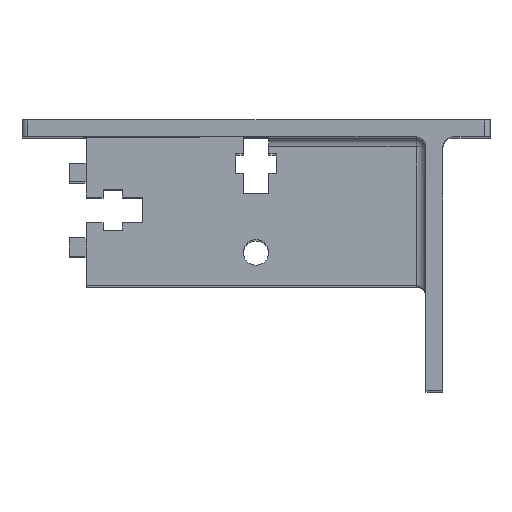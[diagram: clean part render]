
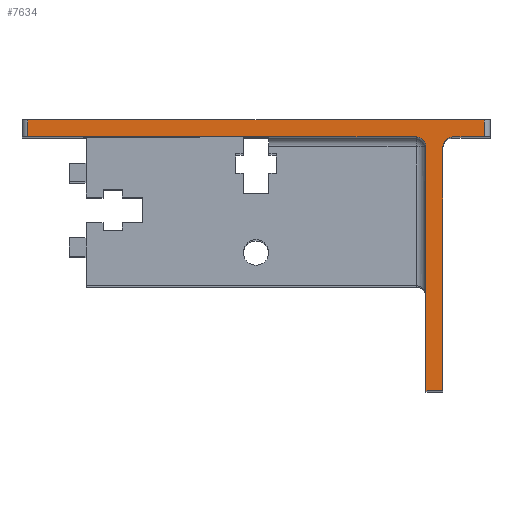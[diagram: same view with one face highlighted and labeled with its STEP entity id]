
A CAD part, top view. The second image highlights one B-rep face of the part: STEP entity #7634.
In plain terms, the highlighted planar face has unit normal (0, 0, 1).
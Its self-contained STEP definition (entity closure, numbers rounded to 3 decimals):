
#25=FACE_BOUND('',#1109,.T.);
#56=PLANE('',#8030);
#736=FACE_OUTER_BOUND('',#1108,.T.);
#1108=EDGE_LOOP('',(#5487,#5488,#5489,#5490,#5491,#5492,#5493,#5494,#5495,
#5496));
#1109=EDGE_LOOP('',(#5497,#5498));
#1530=LINE('',#10390,#2566);
#1538=LINE('',#10415,#2574);
#1543=LINE('',#10425,#2579);
#1544=LINE('',#10431,#2580);
#1545=LINE('',#10433,#2581);
#1546=LINE('',#10435,#2582);
#1547=LINE('',#10438,#2583);
#1548=LINE('',#10439,#2584);
#1549=LINE('',#10442,#2585);
#2566=VECTOR('',#8485,1.);
#2574=VECTOR('',#8505,1.);
#2579=VECTOR('',#8514,10.);
#2580=VECTOR('',#8521,1.);
#2581=VECTOR('',#8522,1.);
#2582=VECTOR('',#8523,1.);
#2583=VECTOR('',#8526,10.);
#2584=VECTOR('',#8527,1.);
#2585=VECTOR('',#8528,1.);
#3582=CIRCLE('',#8031,1.75);
#3583=CIRCLE('',#8032,1.75);
#3649=VERTEX_POINT('',#10387);
#3650=VERTEX_POINT('',#10389);
#3660=VERTEX_POINT('',#10412);
#3661=VERTEX_POINT('',#10414);
#3664=VERTEX_POINT('',#10424);
#3665=VERTEX_POINT('',#10428);
#3666=VERTEX_POINT('',#10430);
#3667=VERTEX_POINT('',#10432);
#3668=VERTEX_POINT('',#10434);
#3669=VERTEX_POINT('',#10437);
#3670=VERTEX_POINT('',#10440);
#3671=VERTEX_POINT('',#10441);
#4371=EDGE_CURVE('',#3650,#3649,#1530,.T.);
#4383=EDGE_CURVE('',#3661,#3660,#1538,.T.);
#4388=EDGE_CURVE('',#3650,#3664,#1543,.T.);
#4390=EDGE_CURVE('',#3665,#3649,#3582,.T.);
#4391=EDGE_CURVE('',#3666,#3665,#1544,.T.);
#4392=EDGE_CURVE('',#3667,#3666,#1545,.T.);
#4393=EDGE_CURVE('',#3667,#3668,#1546,.T.);
#4394=EDGE_CURVE('',#3661,#3668,#3583,.T.);
#4395=EDGE_CURVE('',#3669,#3660,#1547,.T.);
#4396=EDGE_CURVE('',#3664,#3669,#1548,.T.);
#4397=EDGE_CURVE('',#3670,#3671,#1549,.T.);
#5487=ORIENTED_EDGE('',*,*,#4388,.F.);
#5488=ORIENTED_EDGE('',*,*,#4371,.T.);
#5489=ORIENTED_EDGE('',*,*,#4390,.F.);
#5490=ORIENTED_EDGE('',*,*,#4391,.F.);
#5491=ORIENTED_EDGE('',*,*,#4392,.F.);
#5492=ORIENTED_EDGE('',*,*,#4393,.T.);
#5493=ORIENTED_EDGE('',*,*,#4394,.F.);
#5494=ORIENTED_EDGE('',*,*,#4383,.T.);
#5495=ORIENTED_EDGE('',*,*,#4395,.F.);
#5496=ORIENTED_EDGE('',*,*,#4396,.F.);
#5497=ORIENTED_EDGE('',*,*,#4397,.T.);
#5498=ORIENTED_EDGE('',*,*,#4397,.F.);
#7634=ADVANCED_FACE('',(#736,#25),#56,.F.);
#8030=AXIS2_PLACEMENT_3D('',#10427,#8517,#8518);
#8031=AXIS2_PLACEMENT_3D('',#10429,#8519,#8520);
#8032=AXIS2_PLACEMENT_3D('',#10436,#8524,#8525);
#8485=DIRECTION('',(1.,0.,0.));
#8505=DIRECTION('',(1.,0.,0.));
#8514=DIRECTION('',(0.,1.,0.));
#8517=DIRECTION('center_axis',(0.,0.,-1.));
#8518=DIRECTION('ref_axis',(0.,1.,0.));
#8519=DIRECTION('center_axis',(0.,0.,1.));
#8520=DIRECTION('ref_axis',(0.707,0.707,0.));
#8521=DIRECTION('',(0.,1.,0.));
#8522=DIRECTION('',(-1.,0.,0.));
#8523=DIRECTION('',(0.,1.,0.));
#8524=DIRECTION('center_axis',(0.,0.,1.));
#8525=DIRECTION('ref_axis',(-0.707,0.707,0.));
#8526=DIRECTION('',(0.,-1.,0.));
#8527=DIRECTION('',(1.,0.,0.));
#8528=DIRECTION('',(-1.,0.,0.));
#10387=CARTESIAN_POINT('',(61.25,22.026,65.641));
#10389=CARTESIAN_POINT('',(-7.3,22.026,65.641));
#10390=CARTESIAN_POINT('',(-8.3,22.026,65.641));
#10412=CARTESIAN_POINT('',(73.3,22.026,65.641));
#10414=CARTESIAN_POINT('',(67.75,22.026,65.641));
#10415=CARTESIAN_POINT('',(-8.3,22.026,65.641));
#10424=CARTESIAN_POINT('',(-7.3,25.026,65.641));
#10425=CARTESIAN_POINT('',(-7.3,1.138,65.641));
#10427=CARTESIAN_POINT('Origin',(66.,-22.75,65.641));
#10428=CARTESIAN_POINT('',(63.,20.276,65.641));
#10429=CARTESIAN_POINT('Origin',(61.25,20.276,65.641));
#10430=CARTESIAN_POINT('',(63.,-22.75,65.641));
#10431=CARTESIAN_POINT('',(63.,-22.75,65.641));
#10432=CARTESIAN_POINT('',(66.,-22.75,65.641));
#10433=CARTESIAN_POINT('',(66.,-22.75,65.641));
#10434=CARTESIAN_POINT('',(66.,20.276,65.641));
#10435=CARTESIAN_POINT('',(66.,-22.75,65.641));
#10436=CARTESIAN_POINT('Origin',(67.75,20.276,65.641));
#10437=CARTESIAN_POINT('',(73.3,25.026,65.641));
#10438=CARTESIAN_POINT('',(73.3,1.138,65.641));
#10439=CARTESIAN_POINT('',(-8.3,25.026,65.641));
#10440=CARTESIAN_POINT('',(66.,22.026,65.641));
#10441=CARTESIAN_POINT('',(63.,22.026,65.641));
#10442=CARTESIAN_POINT('',(66.,22.026,65.641));
